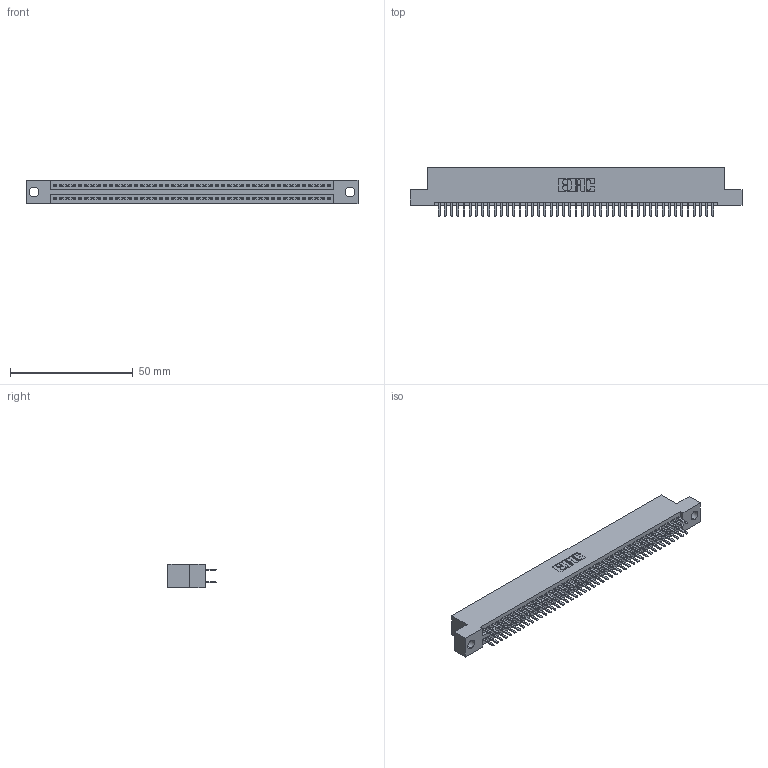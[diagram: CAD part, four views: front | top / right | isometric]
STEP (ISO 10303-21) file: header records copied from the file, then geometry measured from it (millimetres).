
FILE_DESCRIPTION (( 'STEP AP203' ), '1' );
FILE_NAME ('345-090-520-204.STEP', '2018-10-04T15:52:49', ( '' ), ( '' ), 'SwSTEP 2.0', 'SolidWorks 2016', '' );
FILE_SCHEMA (( 'CONFIG_CONTROL_DESIGN' ));
Length unit declared in the file: inch
Products named in the file (3): 345-090-520-204; 345 Part_Flush Mounting Lugs - 0.156 Dia-TH; 345-292-001_345-293-120
Assembly tree (91 placements, depth 2):
  345-090-520-204
    345 Part_Flush Mounting Lugs - 0.156 Dia-TH
    345-292-001_345-293-120  x90
Bounding box: 135.51 x 19.68 x 9.4 mm (x, y, z)
Volume: 13063.9 mm3; surface area: 19099.8 mm2
Topology: 91 solids, 91 shells, 4986 faces, 14471 edges, 9406 vertices
Faces by surface type: plane 3230, cylinder 1756
Entity records: 35021 total; most frequent: CARTESIAN_POINT 5880, ORIENTED_EDGE 5802, DIRECTION 5169, EDGE_CURVE 2901, LINE 2585, VECTOR 2585, VERTEX_POINT 1930, AXIS2_PLACEMENT_3D 1292
